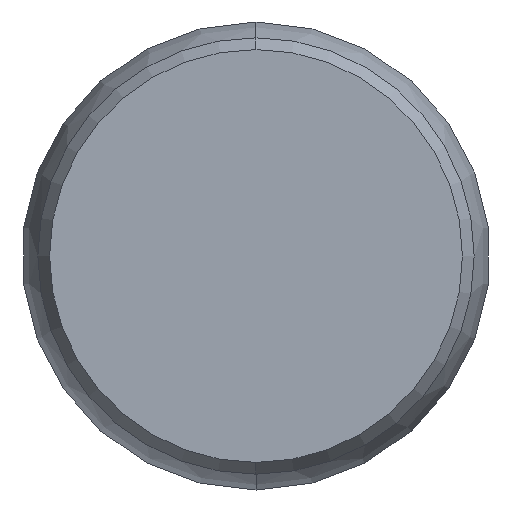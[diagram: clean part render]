
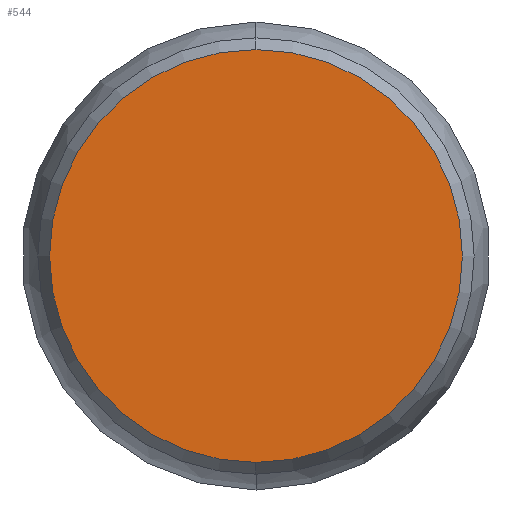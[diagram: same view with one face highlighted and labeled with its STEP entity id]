
A CAD part, left-side view. The second image highlights one B-rep face of the part: STEP entity #544.
In plain terms, the highlighted planar face has unit normal (-1, 0, 0).
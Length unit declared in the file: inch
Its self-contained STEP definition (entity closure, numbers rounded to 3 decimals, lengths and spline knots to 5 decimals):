
#17 = AXIS2_PLACEMENT_3D ( 'NONE', #511, #468, #526 ) ;
#31 = AXIS2_PLACEMENT_3D ( 'NONE', #259, #284, #292 ) ;
#47 = AXIS2_PLACEMENT_3D ( 'NONE', #341, #312, #293 ) ;
#71 = EDGE_LOOP ( 'NONE', ( #655, #663 ) ) ;
#119 = FACE_OUTER_BOUND ( 'NONE', #71, .T. ) ;
#182 = EDGE_CURVE ( 'NONE', #628, #625, #370, .T. ) ;
#203 = EDGE_CURVE ( 'NONE', #625, #628, #589, .T. ) ;
#259 = CARTESIAN_POINT ( 'NONE',  ( 0., 0., 0. ) ) ;
#284 = DIRECTION ( 'NONE',  ( 1., 0., 0. ) ) ;
#292 = DIRECTION ( 'NONE',  ( 0., 0., -1. ) ) ;
#293 = DIRECTION ( 'NONE',  ( 0., 0., 1. ) ) ;
#302 = PLANE ( 'NONE',  #47 ) ;
#312 = DIRECTION ( 'NONE',  ( -1., 0., 0. ) ) ;
#341 = CARTESIAN_POINT ( 'NONE',  ( 0., 0.044, 0. ) ) ;
#370 = CIRCLE ( 'NONE', #17, 0.044 ) ;
#408 = CARTESIAN_POINT ( 'NONE',  ( 0., 0., 0.044 ) ) ;
#412 = CARTESIAN_POINT ( 'NONE',  ( 0., 0., -0.044 ) ) ;
#468 = DIRECTION ( 'NONE',  ( 1., 0., 0. ) ) ;
#511 = CARTESIAN_POINT ( 'NONE',  ( 0., 0., 0. ) ) ;
#526 = DIRECTION ( 'NONE',  ( 0., 0., -1. ) ) ;
#544 = ADVANCED_FACE ( 'NONE', ( #119 ), #302, .T. ) ;
#589 = CIRCLE ( 'NONE', #31, 0.044 ) ;
#625 = VERTEX_POINT ( 'NONE', #408 ) ;
#628 = VERTEX_POINT ( 'NONE', #412 ) ;
#655 = ORIENTED_EDGE ( 'NONE', *, *, #182, .F. ) ;
#663 = ORIENTED_EDGE ( 'NONE', *, *, #203, .F. ) ;
